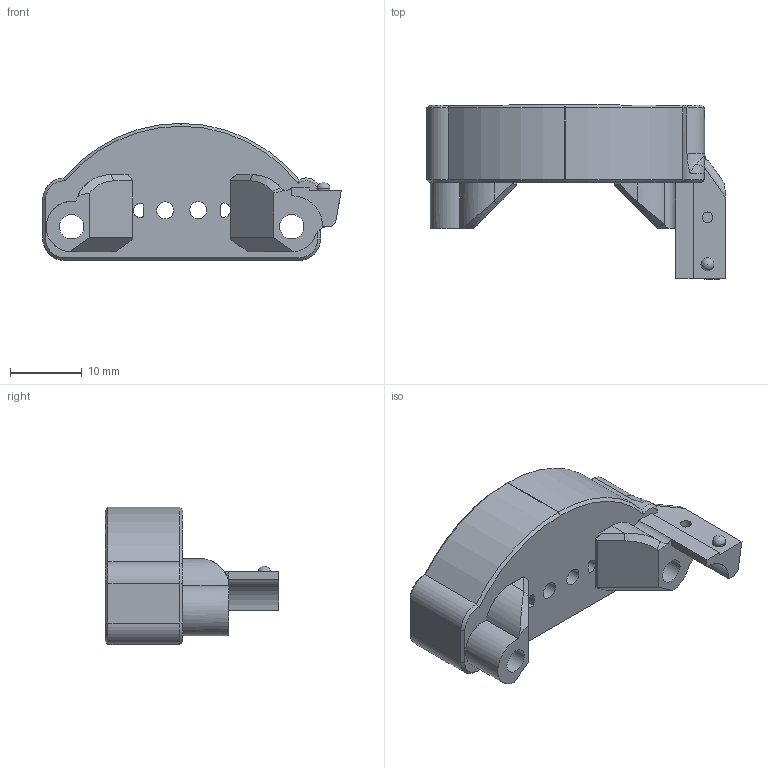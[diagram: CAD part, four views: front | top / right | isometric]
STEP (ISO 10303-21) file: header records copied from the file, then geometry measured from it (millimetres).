
FILE_DESCRIPTION(/* description */ (''),/* implementation_level */ '2;1');
FILE_NAME(/* name */ 'X_Carraige_Probe_Dock_Dragon_burnner_fix1.5.step',/* time_stamp */ '2023-09-02T12:41:18-07:00',/* author */ (''),/* organization */ (''),/* preprocessor_version */ 'ST-DEVELOPER v20',/* originating_system */ 'Autodesk Translation Framework v12.9.0.99',/* authorisation */ '');
FILE_SCHEMA (('AUTOMOTIVE_DESIGN { 1 0 10303 214 3 1 1 }'));
Length unit declared in the file: millimetre
Products named in the file (1): X_Carraige_Probe_Dock
Bounding box: 41.48 x 24.16 x 19.06 mm (x, y, z)
Volume: 6859 mm3; surface area: 3592 mm2
Topology: 1 solids, 1 shells, 178 faces, 473 edges, 296 vertices
Faces by surface type: plane 108, cylinder 37, cone 20, bspline 11, sphere 2
Full cylindrical faces by diameter (mm): 1.5 x1, 1.8 x1, 2.385 x4, 3.4 x2, 6 x2
Entity records: 6386 total; most frequent: CARTESIAN_POINT 1912, ORIENTED_EDGE 940, DIRECTION 916, EDGE_CURVE 470, AXIS2_PLACEMENT_3D 317, VERTEX_POINT 296, LINE 282, VECTOR 282
